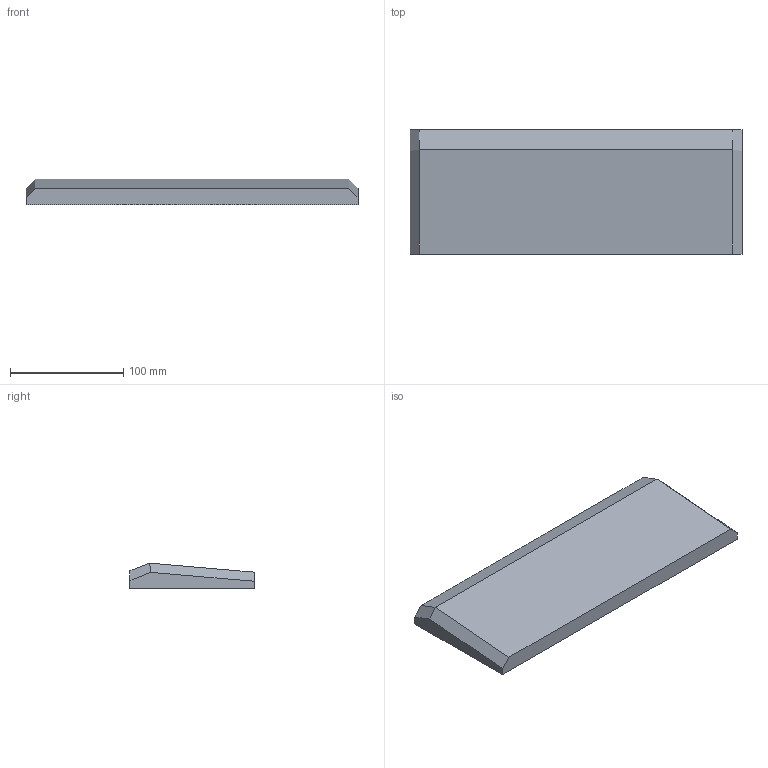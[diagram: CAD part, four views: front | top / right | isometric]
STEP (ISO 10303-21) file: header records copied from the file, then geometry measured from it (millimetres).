
FILE_DESCRIPTION(/* description */ (''),/* implementation_level */ '2;1');
FILE_NAME(/* name */ 'case.step',/* time_stamp */ '2022-11-13T00:17:52-05:00',/* author */ (''),/* organization */ (''),/* preprocessor_version */ 'ST-DEVELOPER v19.2',/* originating_system */ 'Autodesk Translation Framework v11.17.0.187',/* authorisation */ '');
FILE_SCHEMA (('AUTOMOTIVE_DESIGN { 1 0 10303 214 3 1 1 }'));
Length unit declared in the file: millimetre
Products named in the file (1): FusionComponent
Bounding box: 292.75 x 109.44 x 22.69 mm (x, y, z)
Volume: 86032.3 mm3; surface area: 87728.3 mm2
Topology: 1 solids, 1 shells, 38 faces, 86 edges, 56 vertices
Faces by surface type: plane 33, cylinder 5
Entity records: 1081 total; most frequent: CARTESIAN_POINT 181, DIRECTION 174, ORIENTED_EDGE 172, EDGE_CURVE 86, LINE 76, VECTOR 76, VERTEX_POINT 56, AXIS2_PLACEMENT_3D 49
